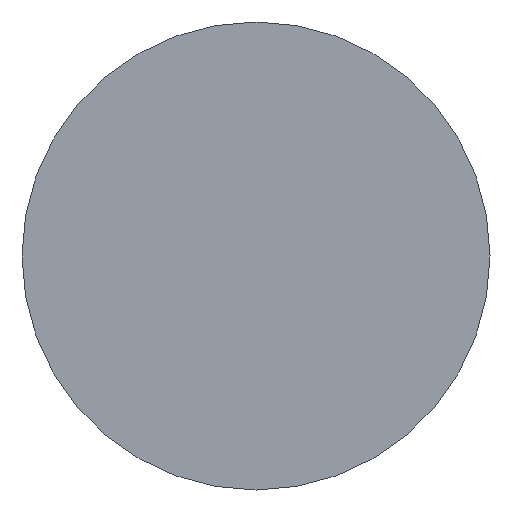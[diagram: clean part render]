
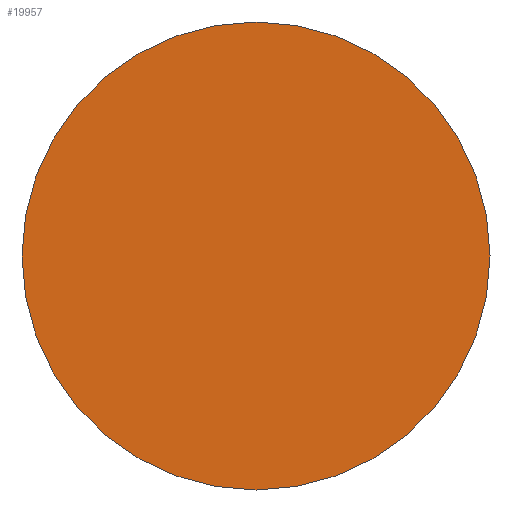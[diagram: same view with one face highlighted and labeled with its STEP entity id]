
A CAD part, front view. The second image highlights one B-rep face of the part: STEP entity #19957.
In plain terms, the highlighted planar face has unit normal (0, -1, 0).
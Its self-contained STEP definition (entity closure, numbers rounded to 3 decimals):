
#2480=PLANE('',#20500);
#3579=FACE_OUTER_BOUND('',#4794,.T.);
#4794=EDGE_LOOP('',(#18821));
#8018=CIRCLE('',#20463,100.);
#9980=VERTEX_POINT('',#40031);
#12911=EDGE_CURVE('',#9980,#9980,#8018,.T.);
#18821=ORIENTED_EDGE('',*,*,#12911,.F.);
#19957=ADVANCED_FACE('',(#3579),#2480,.F.);
#20463=AXIS2_PLACEMENT_3D('',#40033,#23054,#23055);
#20500=AXIS2_PLACEMENT_3D('',#40094,#23140,#23141);
#23054=DIRECTION('center_axis',(0.,1.,0.));
#23055=DIRECTION('ref_axis',(1.,0.,0.));
#23140=DIRECTION('center_axis',(0.,1.,0.));
#23141=DIRECTION('ref_axis',(1.,0.,0.));
#40031=CARTESIAN_POINT('',(-100.,0.,0.));
#40033=CARTESIAN_POINT('Origin',(0.,0.,0.));
#40094=CARTESIAN_POINT('Origin',(-77.778,0.,-33.333));
